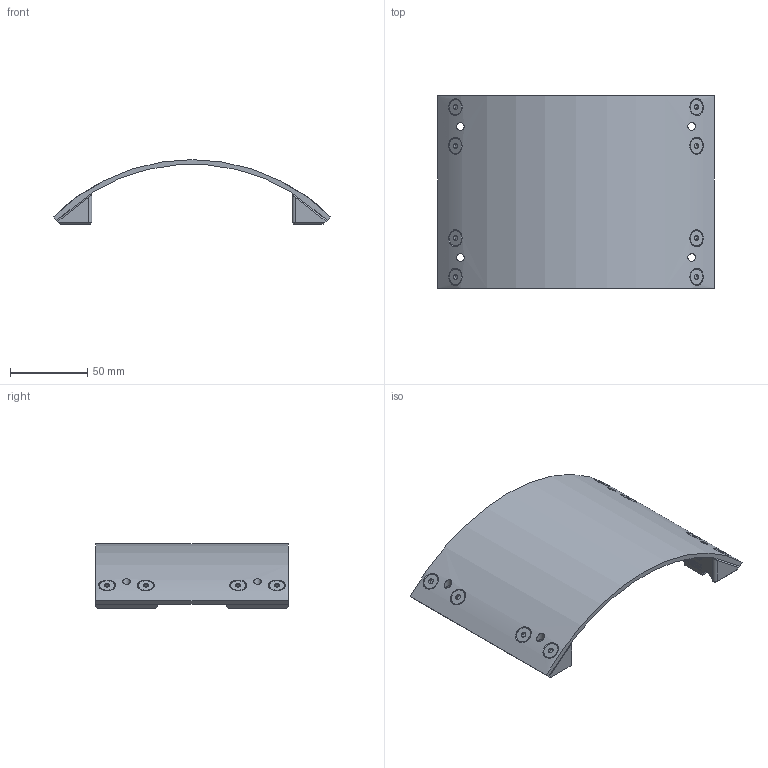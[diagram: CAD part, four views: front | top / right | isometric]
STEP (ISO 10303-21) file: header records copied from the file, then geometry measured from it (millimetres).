
FILE_DESCRIPTION(/* description */ (''),/* implementation_level */ '2;1');
FILE_NAME(/* name */ 'regular_screw_in_fairing.step',/* time_stamp */ '2023-09-09T11:32:30-04:00',/* author */ (''),/* organization */ (''),/* preprocessor_version */ 'ST-DEVELOPER v20',/* originating_system */ 'Autodesk Translation Framework v12.9.0.99',/* authorisation */ '');
FILE_SCHEMA (('AUTOMOTIVE_DESIGN { 1 0 10303 214 3 1 1 }'));
Length unit declared in the file: millimetre
Products named in the file (7): fairing_assemble MK2SCI; attachment; attachment_1; Arc; attachment_2; attachment_3; 92125A211_18-8 Stainless Steel Hex Drive Flat Head Screw
Assembly tree (13 placements, depth 3):
  fairing_assemble MK2SCI
    attachment
      92125A211_18-8 Stainless Steel Hex Drive Flat Head Screw  x2
    attachment_1
      92125A211_18-8 Stainless Steel Hex Drive Flat Head Screw  x2
    Arc
    attachment_2
      92125A211_18-8 Stainless Steel Hex Drive Flat Head Screw  x2
    attachment_3
      92125A211_18-8 Stainless Steel Hex Drive Flat Head Screw  x2
Bounding box: 179.61 x 125 x 42 mm (x, y, z)
Volume: 111296.1 mm3; surface area: 71374.1 mm2
Topology: 13 solids, 13 shells, 1172 faces, 3092 edges, 1994 vertices
Faces by surface type: plane 570, cylinder 286, bspline 240, cone 76
Full cylindrical faces by diameter (mm): 3.961 x112, 5 x108, 5.5 x20, 10 x8, 12 x4
Entity records: 29809 total; most frequent: CARTESIAN_POINT 10955, ORIENTED_EDGE 4350, DIRECTION 2941, EDGE_CURVE 2175, LINE 1557, VECTOR 1557, VERTEX_POINT 1413, EDGE_LOOP 904
